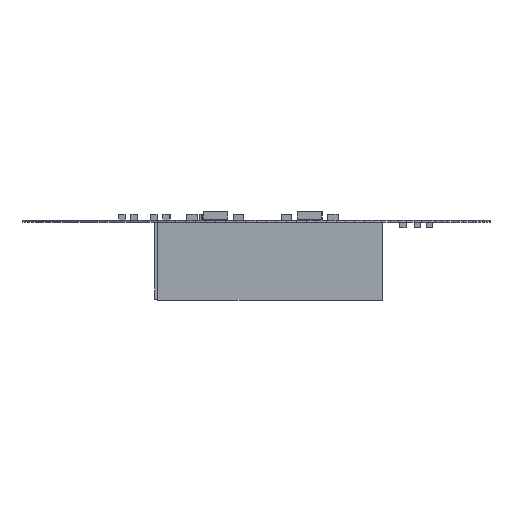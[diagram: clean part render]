
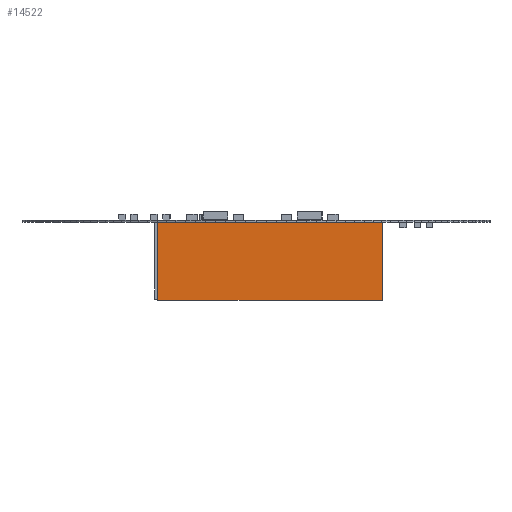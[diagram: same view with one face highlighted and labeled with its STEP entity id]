
A CAD part, front view. The second image highlights one B-rep face of the part: STEP entity #14522.
In plain terms, the highlighted planar face has unit normal (0, -1, 0).
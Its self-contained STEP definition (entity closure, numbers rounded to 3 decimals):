
#14259 = EDGE_CURVE('',#14260,#14262,#14264,.T.);
#14260 = VERTEX_POINT('',#14261);
#14261 = CARTESIAN_POINT('',(23.178,-7.62,0.));
#14262 = VERTEX_POINT('',#14263);
#14263 = CARTESIAN_POINT('',(23.178,-7.62,16.129));
#14264 = SURFACE_CURVE('',#14265,(#14269,#14281),.PCURVE_S1.);
#14265 = LINE('',#14266,#14267);
#14266 = CARTESIAN_POINT('',(23.178,-7.62,0.));
#14267 = VECTOR('',#14268,1.);
#14268 = DIRECTION('',(0.,0.,1.));
#14269 = PCURVE('',#14270,#14275);
#14270 = PLANE('',#14271);
#14271 = AXIS2_PLACEMENT_3D('',#14272,#14273,#14274);
#14272 = CARTESIAN_POINT('',(23.178,-7.62,0.));
#14273 = DIRECTION('',(-1.,0.,0.));
#14274 = DIRECTION('',(0.,1.,0.));
#14275 = DEFINITIONAL_REPRESENTATION('',(#14276),#14280);
#14276 = LINE('',#14277,#14278);
#14277 = CARTESIAN_POINT('',(0.,0.));
#14278 = VECTOR('',#14279,1.);
#14279 = DIRECTION('',(0.,-1.));
#14280 = ( GEOMETRIC_REPRESENTATION_CONTEXT(2) 
PARAMETRIC_REPRESENTATION_CONTEXT() REPRESENTATION_CONTEXT('2D SPACE',''
  ) );
#14281 = PCURVE('',#14282,#14287);
#14282 = PLANE('',#14283);
#14283 = AXIS2_PLACEMENT_3D('',#14284,#14285,#14286);
#14284 = CARTESIAN_POINT('',(-23.178,-7.62,0.));
#14285 = DIRECTION('',(0.,1.,0.));
#14286 = DIRECTION('',(1.,0.,0.));
#14287 = DEFINITIONAL_REPRESENTATION('',(#14288),#14292);
#14288 = LINE('',#14289,#14290);
#14289 = CARTESIAN_POINT('',(46.355,0.));
#14290 = VECTOR('',#14291,1.);
#14291 = DIRECTION('',(0.,-1.));
#14292 = ( GEOMETRIC_REPRESENTATION_CONTEXT(2) 
PARAMETRIC_REPRESENTATION_CONTEXT() REPRESENTATION_CONTEXT('2D SPACE',''
  ) );
#14310 = PLANE('',#14311);
#14311 = AXIS2_PLACEMENT_3D('',#14312,#14313,#14314);
#14312 = CARTESIAN_POINT('',(23.178,-7.62,16.129));
#14313 = DIRECTION('',(0.,0.,-1.));
#14314 = DIRECTION('',(-1.,0.,0.));
#14364 = PLANE('',#14365);
#14365 = AXIS2_PLACEMENT_3D('',#14366,#14367,#14368);
#14366 = CARTESIAN_POINT('',(23.178,-7.62,0.));
#14367 = DIRECTION('',(0.,0.,-1.));
#14368 = DIRECTION('',(-1.,0.,0.));
#14419 = PLANE('',#14420);
#14420 = AXIS2_PLACEMENT_3D('',#14421,#14422,#14423);
#14421 = CARTESIAN_POINT('',(-23.178,7.62,0.));
#14422 = DIRECTION('',(1.,0.,0.));
#14423 = DIRECTION('',(0.,-1.,0.));
#14457 = VERTEX_POINT('',#14458);
#14458 = CARTESIAN_POINT('',(-23.178,-7.62,16.129));
#14479 = EDGE_CURVE('',#14480,#14457,#14482,.T.);
#14480 = VERTEX_POINT('',#14481);
#14481 = CARTESIAN_POINT('',(-23.178,-7.62,0.));
#14482 = SURFACE_CURVE('',#14483,(#14487,#14494),.PCURVE_S1.);
#14483 = LINE('',#14484,#14485);
#14484 = CARTESIAN_POINT('',(-23.178,-7.62,0.));
#14485 = VECTOR('',#14486,1.);
#14486 = DIRECTION('',(0.,0.,1.));
#14487 = PCURVE('',#14419,#14488);
#14488 = DEFINITIONAL_REPRESENTATION('',(#14489),#14493);
#14489 = LINE('',#14490,#14491);
#14490 = CARTESIAN_POINT('',(15.24,0.));
#14491 = VECTOR('',#14492,1.);
#14492 = DIRECTION('',(0.,-1.));
#14493 = ( GEOMETRIC_REPRESENTATION_CONTEXT(2) 
PARAMETRIC_REPRESENTATION_CONTEXT() REPRESENTATION_CONTEXT('2D SPACE',''
  ) );
#14494 = PCURVE('',#14282,#14495);
#14495 = DEFINITIONAL_REPRESENTATION('',(#14496),#14500);
#14496 = LINE('',#14497,#14498);
#14497 = CARTESIAN_POINT('',(0.,0.));
#14498 = VECTOR('',#14499,1.);
#14499 = DIRECTION('',(0.,-1.));
#14500 = ( GEOMETRIC_REPRESENTATION_CONTEXT(2) 
PARAMETRIC_REPRESENTATION_CONTEXT() REPRESENTATION_CONTEXT('2D SPACE',''
  ) );
#14522 = ADVANCED_FACE('',(#14523),#14282,.F.);
#14523 = FACE_BOUND('',#14524,.F.);
#14524 = EDGE_LOOP('',(#14525,#14526,#14547,#14548));
#14525 = ORIENTED_EDGE('',*,*,#14479,.T.);
#14526 = ORIENTED_EDGE('',*,*,#14527,.T.);
#14527 = EDGE_CURVE('',#14457,#14262,#14528,.T.);
#14528 = SURFACE_CURVE('',#14529,(#14533,#14540),.PCURVE_S1.);
#14529 = LINE('',#14530,#14531);
#14530 = CARTESIAN_POINT('',(-23.178,-7.62,16.129));
#14531 = VECTOR('',#14532,1.);
#14532 = DIRECTION('',(1.,0.,0.));
#14533 = PCURVE('',#14282,#14534);
#14534 = DEFINITIONAL_REPRESENTATION('',(#14535),#14539);
#14535 = LINE('',#14536,#14537);
#14536 = CARTESIAN_POINT('',(0.,-16.129));
#14537 = VECTOR('',#14538,1.);
#14538 = DIRECTION('',(1.,0.));
#14539 = ( GEOMETRIC_REPRESENTATION_CONTEXT(2) 
PARAMETRIC_REPRESENTATION_CONTEXT() REPRESENTATION_CONTEXT('2D SPACE',''
  ) );
#14540 = PCURVE('',#14310,#14541);
#14541 = DEFINITIONAL_REPRESENTATION('',(#14542),#14546);
#14542 = LINE('',#14543,#14544);
#14543 = CARTESIAN_POINT('',(46.355,0.));
#14544 = VECTOR('',#14545,1.);
#14545 = DIRECTION('',(-1.,0.));
#14546 = ( GEOMETRIC_REPRESENTATION_CONTEXT(2) 
PARAMETRIC_REPRESENTATION_CONTEXT() REPRESENTATION_CONTEXT('2D SPACE',''
  ) );
#14547 = ORIENTED_EDGE('',*,*,#14259,.F.);
#14548 = ORIENTED_EDGE('',*,*,#14549,.F.);
#14549 = EDGE_CURVE('',#14480,#14260,#14550,.T.);
#14550 = SURFACE_CURVE('',#14551,(#14555,#14562),.PCURVE_S1.);
#14551 = LINE('',#14552,#14553);
#14552 = CARTESIAN_POINT('',(-23.178,-7.62,0.));
#14553 = VECTOR('',#14554,1.);
#14554 = DIRECTION('',(1.,0.,0.));
#14555 = PCURVE('',#14282,#14556);
#14556 = DEFINITIONAL_REPRESENTATION('',(#14557),#14561);
#14557 = LINE('',#14558,#14559);
#14558 = CARTESIAN_POINT('',(0.,0.));
#14559 = VECTOR('',#14560,1.);
#14560 = DIRECTION('',(1.,0.));
#14561 = ( GEOMETRIC_REPRESENTATION_CONTEXT(2) 
PARAMETRIC_REPRESENTATION_CONTEXT() REPRESENTATION_CONTEXT('2D SPACE',''
  ) );
#14562 = PCURVE('',#14364,#14563);
#14563 = DEFINITIONAL_REPRESENTATION('',(#14564),#14568);
#14564 = LINE('',#14565,#14566);
#14565 = CARTESIAN_POINT('',(46.355,0.));
#14566 = VECTOR('',#14567,1.);
#14567 = DIRECTION('',(-1.,0.));
#14568 = ( GEOMETRIC_REPRESENTATION_CONTEXT(2) 
PARAMETRIC_REPRESENTATION_CONTEXT() REPRESENTATION_CONTEXT('2D SPACE',''
  ) );
